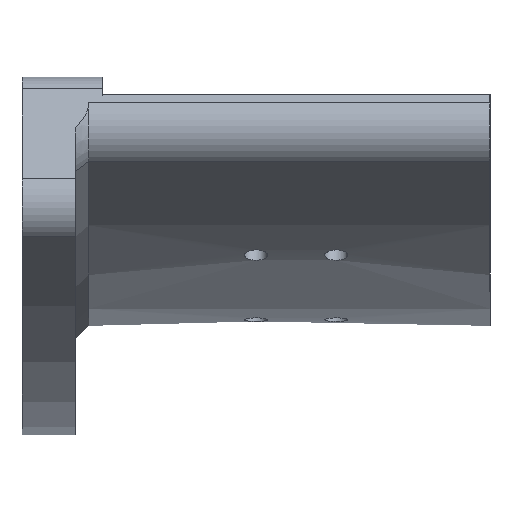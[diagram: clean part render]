
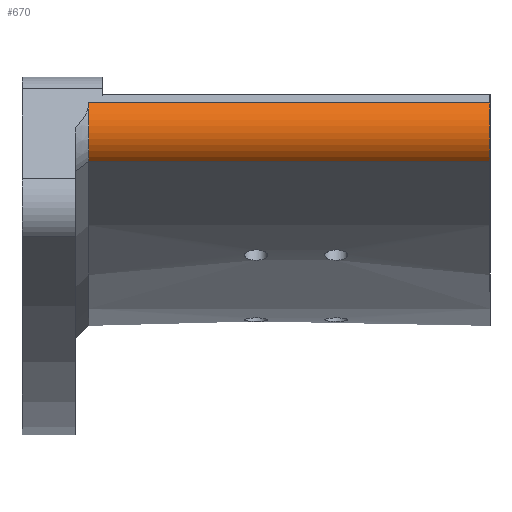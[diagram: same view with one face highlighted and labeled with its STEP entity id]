
A CAD part, left-side view. The second image highlights one B-rep face of the part: STEP entity #670.
In plain terms, the highlighted cylindrical face has radius 6 mm (diameter 12 mm), a partial arc.
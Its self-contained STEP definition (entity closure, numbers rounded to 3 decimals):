
#104=FACE_OUTER_BOUND('',#140,.T.);
#140=EDGE_LOOP('',(#562,#563,#564,#565));
#192=LINE('',#1634,#227);
#193=LINE('',#1637,#228);
#227=VECTOR('',#881,10.);
#228=VECTOR('',#884,10.);
#239=CIRCLE('',#701,6.);
#257=CIRCLE('',#740,6.);
#267=VERTEX_POINT('',#924);
#270=VERTEX_POINT('',#931);
#327=VERTEX_POINT('',#1633);
#328=VERTEX_POINT('',#1635);
#343=EDGE_CURVE('',#270,#267,#239,.T.);
#420=EDGE_CURVE('',#270,#327,#192,.T.);
#421=EDGE_CURVE('',#327,#328,#257,.T.);
#422=EDGE_CURVE('',#328,#267,#193,.T.);
#562=ORIENTED_EDGE('',*,*,#343,.F.);
#563=ORIENTED_EDGE('',*,*,#420,.T.);
#564=ORIENTED_EDGE('',*,*,#421,.T.);
#565=ORIENTED_EDGE('',*,*,#422,.T.);
#642=CYLINDRICAL_SURFACE('',#739,6.);
#670=ADVANCED_FACE('',(#104),#642,.T.);
#701=AXIS2_PLACEMENT_3D('',#933,#777,#778);
#739=AXIS2_PLACEMENT_3D('',#1632,#879,#880);
#740=AXIS2_PLACEMENT_3D('',#1636,#882,#883);
#777=DIRECTION('center_axis',(0.,1.,0.));
#778=DIRECTION('ref_axis',(-0.999,0.,-0.032));
#879=DIRECTION('center_axis',(0.,-1.,0.));
#880=DIRECTION('ref_axis',(-0.999,0.,-0.032));
#881=DIRECTION('',(0.,-1.,0.));
#882=DIRECTION('center_axis',(0.,1.,0.));
#883=DIRECTION('ref_axis',(-0.999,0.,-0.032));
#884=DIRECTION('',(0.,1.,0.));
#924=CARTESIAN_POINT('',(-66.332,31.,-66.332));
#931=CARTESIAN_POINT('',(-66.053,31.,-75.08));
#933=CARTESIAN_POINT('Origin',(-62.09,31.,-70.575));
#1632=CARTESIAN_POINT('Origin',(-62.09,29.,-70.575));
#1633=CARTESIAN_POINT('',(-66.053,-29.,-75.08));
#1634=CARTESIAN_POINT('',(-66.053,29.,-75.08));
#1635=CARTESIAN_POINT('',(-66.332,-29.,-66.332));
#1636=CARTESIAN_POINT('Origin',(-62.09,-29.,-70.575));
#1637=CARTESIAN_POINT('',(-66.332,29.,-66.332));
